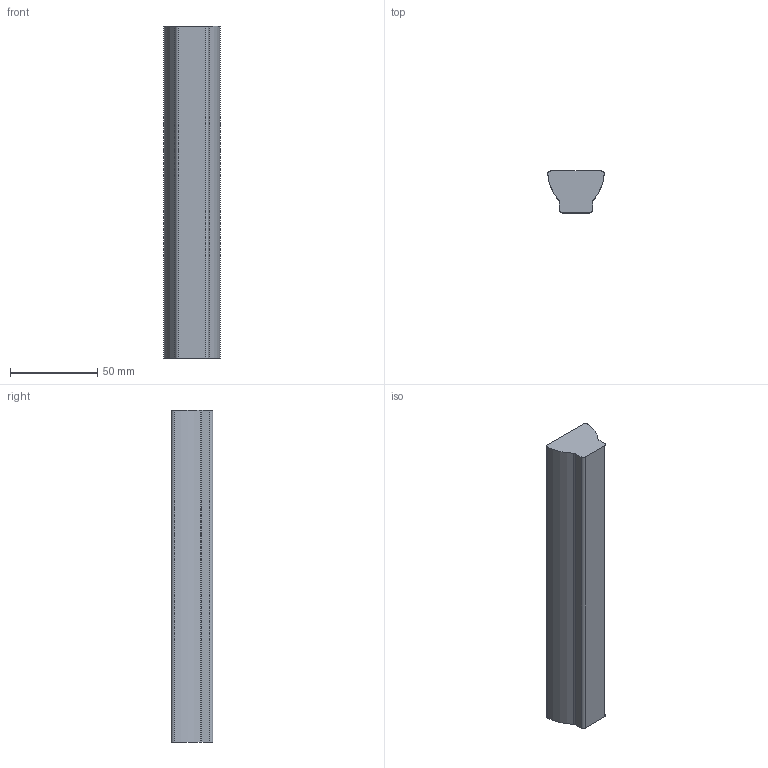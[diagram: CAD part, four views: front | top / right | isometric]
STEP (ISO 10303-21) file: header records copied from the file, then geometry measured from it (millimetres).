
FILE_DESCRIPTION (( 'STEP AP203' ), '1' );
FILE_NAME ('60152.STEP', '2016-02-18T19:05:28', ( 'tkrafton' ), ( 'Microsoft' ), 'SwSTEP 2.0', 'SolidWorks 2015', '' );
FILE_SCHEMA (( 'CONFIG_CONTROL_DESIGN' ));
Length unit declared in the file: inch
Products named in the file (1): 60152
Bounding box: 32.43 x 23.8 x 190.5 mm (x, y, z)
Volume: 115998.4 mm3; surface area: 20209.6 mm2
Topology: 1 solids, 1 shells, 15 faces, 39 edges, 26 vertices
Faces by surface type: cylinder 9, plane 6
Entity records: 550 total; most frequent: DIRECTION 89, CARTESIAN_POINT 81, ORIENTED_EDGE 78, EDGE_CURVE 39, AXIS2_PLACEMENT_3D 34, VERTEX_POINT 26, LINE 21, VECTOR 21
